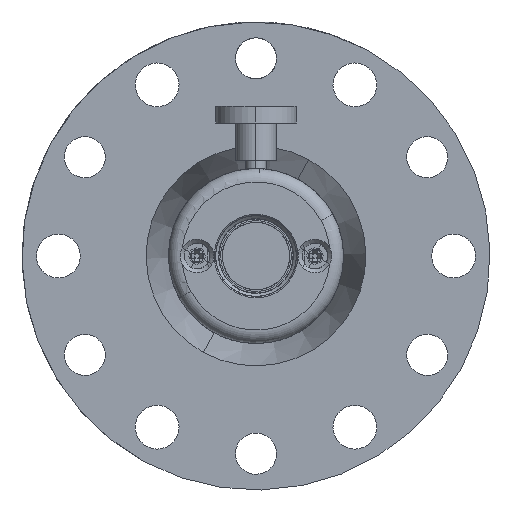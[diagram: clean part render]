
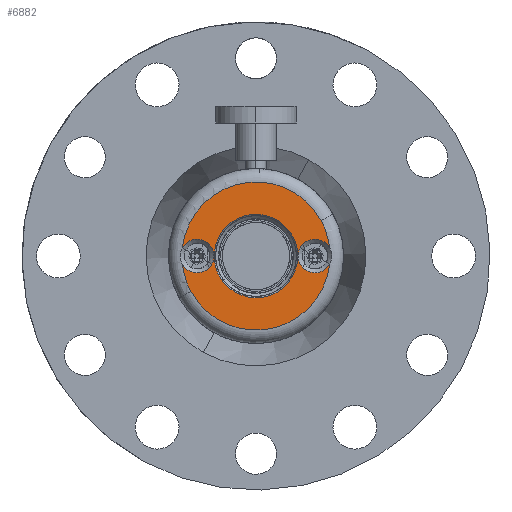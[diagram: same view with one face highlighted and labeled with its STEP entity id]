
A CAD part, front view. The second image highlights one B-rep face of the part: STEP entity #6882.
In plain terms, the highlighted face is planar.
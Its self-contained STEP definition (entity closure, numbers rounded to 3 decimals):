
#6597=AXIS2_PLACEMENT_3D('Circle Axis2P3D',#6595,#6596,$) ;
#6622=AXIS2_PLACEMENT_3D('Circle Axis2P3D',#6620,#6621,$) ;
#6772=AXIS2_PLACEMENT_3D('Circle Axis2P3D',#6770,#6771,$) ;
#6779=AXIS2_PLACEMENT_3D('Circle Axis2P3D',#6777,#6778,$) ;
#6820=AXIS2_PLACEMENT_3D('Plane Axis2P3D',#6817,#6818,#6819) ;
#6824=AXIS2_PLACEMENT_3D('Circle Axis2P3D',#6822,#6823,$) ;
#6831=AXIS2_PLACEMENT_3D('Circle Axis2P3D',#6829,#6830,$) ;
#6836=AXIS2_PLACEMENT_3D('Circle Axis2P3D',#6834,#6835,$) ;
#6843=AXIS2_PLACEMENT_3D('Circle Axis2P3D',#6841,#6842,$) ;
#6858=AXIS2_PLACEMENT_3D('Circle Axis2P3D',#6856,#6857,$) ;
#6867=AXIS2_PLACEMENT_3D('Circle Axis2P3D',#6865,#6866,$) ;
#6874=AXIS2_PLACEMENT_3D('Circle Axis2P3D',#6872,#6873,$) ;
#6592=CARTESIAN_POINT('Vertex',(5.,9.653,5.274)) ;
#6595=CARTESIAN_POINT('Axis2P3D Location',(5.,0.,0.)) ;
#6599=CARTESIAN_POINT('Vertex',(5.,10.932,1.22)) ;
#6617=CARTESIAN_POINT('Vertex',(5.,10.932,-1.22)) ;
#6620=CARTESIAN_POINT('Axis2P3D Location',(5.,0.,0.)) ;
#6624=CARTESIAN_POINT('Vertex',(5.,-9.653,-5.274)) ;
#6770=CARTESIAN_POINT('Axis2P3D Location',(5.,0.,0.)) ;
#6774=CARTESIAN_POINT('Vertex',(5.,-10.932,1.22)) ;
#6777=CARTESIAN_POINT('Axis2P3D Location',(5.,0.,0.)) ;
#6781=CARTESIAN_POINT('Vertex',(5.,-10.932,-1.22)) ;
#6817=CARTESIAN_POINT('Axis2P3D Location',(5.,11.,0.)) ;
#6822=CARTESIAN_POINT('Axis2P3D Location',(5.,8.75,0.)) ;
#6826=CARTESIAN_POINT('Vertex',(5.,6.556,1.199)) ;
#6829=CARTESIAN_POINT('Axis2P3D Location',(5.,8.75,0.)) ;
#6834=CARTESIAN_POINT('Axis2P3D Location',(5.,-8.75,0.)) ;
#6838=CARTESIAN_POINT('Vertex',(5.,-6.556,-1.199)) ;
#6841=CARTESIAN_POINT('Axis2P3D Location',(5.,-8.75,0.)) ;
#6856=CARTESIAN_POINT('Axis2P3D Location',(5.,0.,0.)) ;
#6860=CARTESIAN_POINT('Vertex',(5.,5.741,2.341)) ;
#6862=CARTESIAN_POINT('Vertex',(5.,5.441,2.972)) ;
#6865=CARTESIAN_POINT('Axis2P3D Location',(5.,0.,0.)) ;
#6869=CARTESIAN_POINT('Vertex',(5.,-5.441,-2.972)) ;
#6872=CARTESIAN_POINT('Axis2P3D Location',(5.,0.,0.)) ;
#6596=DIRECTION('Axis2P3D Direction',(1.,0.,-0.)) ;
#6621=DIRECTION('Axis2P3D Direction',(1.,0.,-0.)) ;
#6771=DIRECTION('Axis2P3D Direction',(1.,0.,-0.)) ;
#6778=DIRECTION('Axis2P3D Direction',(1.,0.,-0.)) ;
#6818=DIRECTION('Axis2P3D Direction',(1.,0.,0.)) ;
#6819=DIRECTION('Axis2P3D XDirection',(0.,1.,0.)) ;
#6823=DIRECTION('Axis2P3D Direction',(1.,0.,0.)) ;
#6830=DIRECTION('Axis2P3D Direction',(1.,0.,0.)) ;
#6835=DIRECTION('Axis2P3D Direction',(1.,0.,0.)) ;
#6842=DIRECTION('Axis2P3D Direction',(1.,0.,0.)) ;
#6857=DIRECTION('Axis2P3D Direction',(1.,0.,0.)) ;
#6866=DIRECTION('Axis2P3D Direction',(1.,0.,0.)) ;
#6873=DIRECTION('Axis2P3D Direction',(1.,0.,0.)) ;
#6847=ORIENTED_EDGE('',*,*,#6783,.T.) ;
#6848=ORIENTED_EDGE('',*,*,#6626,.T.) ;
#6849=ORIENTED_EDGE('',*,*,#6828,.F.) ;
#6850=ORIENTED_EDGE('',*,*,#6833,.F.) ;
#6851=ORIENTED_EDGE('',*,*,#6601,.T.) ;
#6852=ORIENTED_EDGE('',*,*,#6776,.T.) ;
#6853=ORIENTED_EDGE('',*,*,#6840,.F.) ;
#6854=ORIENTED_EDGE('',*,*,#6845,.F.) ;
#6878=ORIENTED_EDGE('',*,*,#6864,.F.) ;
#6879=ORIENTED_EDGE('',*,*,#6871,.F.) ;
#6880=ORIENTED_EDGE('',*,*,#6876,.F.) ;
#6881=FACE_BOUND('',#6877,.T.) ;
#6882=ADVANCED_FACE('Hauptk\X2\00F6\X0\rper',(#6855,#6881),#6821,.T.) ;
#6598=CIRCLE('generated circle',#6597,11.) ;
#6623=CIRCLE('generated circle',#6622,11.) ;
#6773=CIRCLE('generated circle',#6772,11.) ;
#6780=CIRCLE('generated circle',#6779,11.) ;
#6825=CIRCLE('generated circle',#6824,2.5) ;
#6832=CIRCLE('generated circle',#6831,2.5) ;
#6837=CIRCLE('generated circle',#6836,2.5) ;
#6844=CIRCLE('generated circle',#6843,2.5) ;
#6859=CIRCLE('generated circle',#6858,6.2) ;
#6868=CIRCLE('generated circle',#6867,6.2) ;
#6875=CIRCLE('generated circle',#6874,6.2) ;
#6601=EDGE_CURVE('',#6600,#6593,#6598,.T.) ;
#6626=EDGE_CURVE('',#6625,#6618,#6623,.T.) ;
#6776=EDGE_CURVE('',#6593,#6775,#6773,.T.) ;
#6783=EDGE_CURVE('',#6782,#6625,#6780,.T.) ;
#6828=EDGE_CURVE('',#6827,#6618,#6825,.T.) ;
#6833=EDGE_CURVE('',#6600,#6827,#6832,.T.) ;
#6840=EDGE_CURVE('',#6839,#6775,#6837,.T.) ;
#6845=EDGE_CURVE('',#6782,#6839,#6844,.T.) ;
#6864=EDGE_CURVE('',#6861,#6863,#6859,.T.) ;
#6871=EDGE_CURVE('',#6870,#6861,#6868,.T.) ;
#6876=EDGE_CURVE('',#6863,#6870,#6875,.T.) ;
#6846=EDGE_LOOP('',(#6847,#6848,#6849,#6850,#6851,#6852,#6853,#6854)) ;
#6877=EDGE_LOOP('',(#6878,#6879,#6880)) ;
#6855=FACE_OUTER_BOUND('',#6846,.T.) ;
#6821=PLANE('',#6820) ;
#6593=VERTEX_POINT('',#6592) ;
#6600=VERTEX_POINT('',#6599) ;
#6618=VERTEX_POINT('',#6617) ;
#6625=VERTEX_POINT('',#6624) ;
#6775=VERTEX_POINT('',#6774) ;
#6782=VERTEX_POINT('',#6781) ;
#6827=VERTEX_POINT('',#6826) ;
#6839=VERTEX_POINT('',#6838) ;
#6861=VERTEX_POINT('',#6860) ;
#6863=VERTEX_POINT('',#6862) ;
#6870=VERTEX_POINT('',#6869) ;
